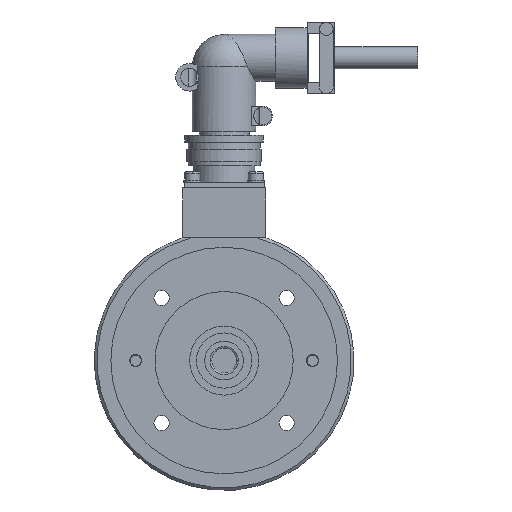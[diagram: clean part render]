
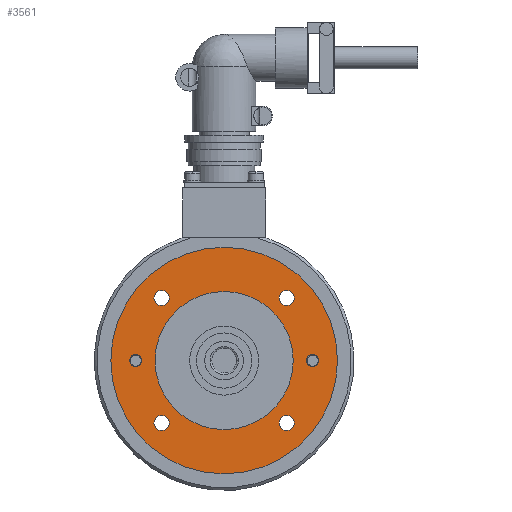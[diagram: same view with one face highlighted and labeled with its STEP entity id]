
A CAD part, left-side view. The second image highlights one B-rep face of the part: STEP entity #3561.
In plain terms, the highlighted face is planar.
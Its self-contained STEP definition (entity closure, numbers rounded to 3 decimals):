
#3021=CARTESIAN_POINT('',(2.375,25.0,0.0));
#3022=VERTEX_POINT('',#3021);
#3038=CARTESIAN_POINT('',(2.375,-25.0,0.));
#3039=VERTEX_POINT('',#3038);
#3046=CARTESIAN_POINT('',(2.375,0.0,0.0));
#3047=DIRECTION('',(1.0,0.0,0.0));
#3048=DIRECTION('',(0.0,1.0,0.0));
#3049=AXIS2_PLACEMENT_3D('',#3046,#3047,#3048);
#3050=CIRCLE('',#3049,25.0);
#3051=EDGE_CURVE('',#3039,#3022,#3050,.T.);
#3061=CARTESIAN_POINT('',(2.375,41.0,0.0));
#3062=VERTEX_POINT('',#3061);
#3071=CARTESIAN_POINT('',(2.375,-41.0,0.));
#3072=VERTEX_POINT('',#3071);
#3073=CARTESIAN_POINT('',(2.375,0.0,0.0));
#3074=DIRECTION('',(1.0,0.0,0.0));
#3075=DIRECTION('',(0.0,1.0,0.0));
#3076=AXIS2_PLACEMENT_3D('',#3073,#3074,#3075);
#3077=CIRCLE('',#3076,41.0);
#3078=EDGE_CURVE('',#3072,#3062,#3077,.T.);
#3103=CARTESIAN_POINT('',(2.375,22.627,19.877));
#3104=VERTEX_POINT('',#3103);
#3113=CARTESIAN_POINT('',(2.375,22.627,25.377));
#3114=VERTEX_POINT('',#3113);
#3115=CARTESIAN_POINT('',(2.375,22.627,22.627));
#3116=DIRECTION('',(-1.0,0.0,0.0));
#3117=DIRECTION('',(0.0,0.0,-1.0));
#3118=AXIS2_PLACEMENT_3D('',#3115,#3116,#3117);
#3119=CIRCLE('',#3118,2.75);
#3120=EDGE_CURVE('',#3114,#3104,#3119,.T.);
#3145=CARTESIAN_POINT('',(2.375,19.877,-22.627));
#3146=VERTEX_POINT('',#3145);
#3155=CARTESIAN_POINT('',(2.375,25.377,-22.627));
#3156=VERTEX_POINT('',#3155);
#3157=CARTESIAN_POINT('',(2.375,22.627,-22.627));
#3158=DIRECTION('',(-1.0,0.0,0.0));
#3159=DIRECTION('',(0.0,-1.0,0.0));
#3160=AXIS2_PLACEMENT_3D('',#3157,#3158,#3159);
#3161=CIRCLE('',#3160,2.75);
#3162=EDGE_CURVE('',#3156,#3146,#3161,.T.);
#3187=CARTESIAN_POINT('',(2.375,-22.627,-19.877));
#3188=VERTEX_POINT('',#3187);
#3197=CARTESIAN_POINT('',(2.375,-22.627,-25.377));
#3198=VERTEX_POINT('',#3197);
#3199=CARTESIAN_POINT('',(2.375,-22.627,-22.627));
#3200=DIRECTION('',(-1.0,0.0,0.0));
#3201=DIRECTION('',(0.0,0.0,1.0));
#3202=AXIS2_PLACEMENT_3D('',#3199,#3200,#3201);
#3203=CIRCLE('',#3202,2.75);
#3204=EDGE_CURVE('',#3198,#3188,#3203,.T.);
#3229=CARTESIAN_POINT('',(2.375,-19.877,22.627));
#3230=VERTEX_POINT('',#3229);
#3239=CARTESIAN_POINT('',(2.375,-25.377,22.627));
#3240=VERTEX_POINT('',#3239);
#3241=CARTESIAN_POINT('',(2.375,-22.627,22.627));
#3242=DIRECTION('',(-1.0,0.0,0.0));
#3243=DIRECTION('',(0.0,1.0,0.0));
#3244=AXIS2_PLACEMENT_3D('',#3241,#3242,#3243);
#3245=CIRCLE('',#3244,2.75);
#3246=EDGE_CURVE('',#3240,#3230,#3245,.T.);
#3271=CARTESIAN_POINT('',(2.375,32.0,-2.167));
#3272=VERTEX_POINT('',#3271);
#3281=CARTESIAN_POINT('',(2.375,32.0,2.167));
#3282=VERTEX_POINT('',#3281);
#3283=CARTESIAN_POINT('',(2.375,32.0,0.0));
#3284=DIRECTION('',(-1.0,0.0,0.0));
#3285=DIRECTION('',(0.0,0.0,-1.0));
#3286=AXIS2_PLACEMENT_3D('',#3283,#3284,#3285);
#3287=CIRCLE('',#3286,2.167);
#3288=EDGE_CURVE('',#3282,#3272,#3287,.T.);
#3313=CARTESIAN_POINT('',(2.375,-32.0,2.167));
#3314=VERTEX_POINT('',#3313);
#3323=CARTESIAN_POINT('',(2.375,-32.0,-2.167));
#3324=VERTEX_POINT('',#3323);
#3325=CARTESIAN_POINT('',(2.375,-32.0,0.));
#3326=DIRECTION('',(-1.0,0.0,0.0));
#3327=DIRECTION('',(0.0,0.0,1.0));
#3328=AXIS2_PLACEMENT_3D('',#3325,#3326,#3327);
#3329=CIRCLE('',#3328,2.167);
#3330=EDGE_CURVE('',#3324,#3314,#3329,.T.);
#3364=CARTESIAN_POINT('',(2.375,-32.0,0.));
#3365=DIRECTION('',(-1.0,0.0,0.0));
#3366=DIRECTION('',(0.0,0.0,1.0));
#3367=AXIS2_PLACEMENT_3D('',#3364,#3365,#3366);
#3368=CIRCLE('',#3367,2.167);
#3369=EDGE_CURVE('',#3314,#3324,#3368,.T.);
#3388=CARTESIAN_POINT('',(2.375,32.0,0.0));
#3389=DIRECTION('',(-1.0,0.0,0.0));
#3390=DIRECTION('',(0.0,0.0,-1.0));
#3391=AXIS2_PLACEMENT_3D('',#3388,#3389,#3390);
#3392=CIRCLE('',#3391,2.167);
#3393=EDGE_CURVE('',#3272,#3282,#3392,.T.);
#3412=CARTESIAN_POINT('',(2.375,-22.627,22.627));
#3413=DIRECTION('',(-1.0,0.0,0.0));
#3414=DIRECTION('',(0.0,1.0,0.0));
#3415=AXIS2_PLACEMENT_3D('',#3412,#3413,#3414);
#3416=CIRCLE('',#3415,2.75);
#3417=EDGE_CURVE('',#3230,#3240,#3416,.T.);
#3436=CARTESIAN_POINT('',(2.375,-22.627,-22.627));
#3437=DIRECTION('',(-1.0,0.0,0.0));
#3438=DIRECTION('',(0.0,0.0,1.0));
#3439=AXIS2_PLACEMENT_3D('',#3436,#3437,#3438);
#3440=CIRCLE('',#3439,2.75);
#3441=EDGE_CURVE('',#3188,#3198,#3440,.T.);
#3460=CARTESIAN_POINT('',(2.375,22.627,-22.627));
#3461=DIRECTION('',(-1.0,0.0,0.0));
#3462=DIRECTION('',(0.0,-1.0,0.0));
#3463=AXIS2_PLACEMENT_3D('',#3460,#3461,#3462);
#3464=CIRCLE('',#3463,2.75);
#3465=EDGE_CURVE('',#3146,#3156,#3464,.T.);
#3484=CARTESIAN_POINT('',(2.375,22.627,22.627));
#3485=DIRECTION('',(-1.0,0.0,0.0));
#3486=DIRECTION('',(0.0,0.0,-1.0));
#3487=AXIS2_PLACEMENT_3D('',#3484,#3485,#3486);
#3488=CIRCLE('',#3487,2.75);
#3489=EDGE_CURVE('',#3104,#3114,#3488,.T.);
#3508=CARTESIAN_POINT('',(2.375,0.0,0.0));
#3509=DIRECTION('',(1.0,0.0,0.0));
#3510=DIRECTION('',(0.0,1.0,0.0));
#3511=AXIS2_PLACEMENT_3D('',#3508,#3509,#3510);
#3512=CIRCLE('',#3511,41.0);
#3513=EDGE_CURVE('',#3062,#3072,#3512,.T.);
#3518=CARTESIAN_POINT('',(2.375,33.0,0.0));
#3519=DIRECTION('',(1.0,0.0,0.0));
#3520=DIRECTION('',(0.0,0.0,-1.0));
#3521=AXIS2_PLACEMENT_3D('',#3518,#3519,#3520);
#3522=PLANE('',#3521);
#3523=ORIENTED_EDGE('',*,*,#3513,.T.);
#3524=ORIENTED_EDGE('',*,*,#3078,.T.);
#3525=EDGE_LOOP('',(#3523,#3524));
#3526=FACE_OUTER_BOUND('',#3525,.T.);
#3527=ORIENTED_EDGE('',*,*,#3369,.T.);
#3528=ORIENTED_EDGE('',*,*,#3330,.T.);
#3529=EDGE_LOOP('',(#3527,#3528));
#3530=FACE_BOUND('',#3529,.T.);
#3531=ORIENTED_EDGE('',*,*,#3393,.T.);
#3532=ORIENTED_EDGE('',*,*,#3288,.T.);
#3533=EDGE_LOOP('',(#3531,#3532));
#3534=FACE_BOUND('',#3533,.T.);
#3535=ORIENTED_EDGE('',*,*,#3417,.T.);
#3536=ORIENTED_EDGE('',*,*,#3246,.T.);
#3537=EDGE_LOOP('',(#3535,#3536));
#3538=FACE_BOUND('',#3537,.T.);
#3539=ORIENTED_EDGE('',*,*,#3441,.T.);
#3540=ORIENTED_EDGE('',*,*,#3204,.T.);
#3541=EDGE_LOOP('',(#3539,#3540));
#3542=FACE_BOUND('',#3541,.T.);
#3543=ORIENTED_EDGE('',*,*,#3465,.T.);
#3544=ORIENTED_EDGE('',*,*,#3162,.T.);
#3545=EDGE_LOOP('',(#3543,#3544));
#3546=FACE_BOUND('',#3545,.T.);
#3547=ORIENTED_EDGE('',*,*,#3489,.T.);
#3548=ORIENTED_EDGE('',*,*,#3120,.T.);
#3549=EDGE_LOOP('',(#3547,#3548));
#3550=FACE_BOUND('',#3549,.T.);
#3551=CARTESIAN_POINT('',(2.375,0.0,0.0));
#3552=DIRECTION('',(1.0,0.0,0.0));
#3553=DIRECTION('',(0.0,1.0,0.0));
#3554=AXIS2_PLACEMENT_3D('',#3551,#3552,#3553);
#3555=CIRCLE('',#3554,25.0);
#3556=EDGE_CURVE('',#3022,#3039,#3555,.T.);
#3557=ORIENTED_EDGE('',*,*,#3556,.F.);
#3558=ORIENTED_EDGE('',*,*,#3051,.F.);
#3559=EDGE_LOOP('',(#3557,#3558));
#3560=FACE_BOUND('',#3559,.T.);
#3561=ADVANCED_FACE('',(#3526,#3530,#3534,#3538,#3542,#3546,#3550,#3560),#3522,.T.);
